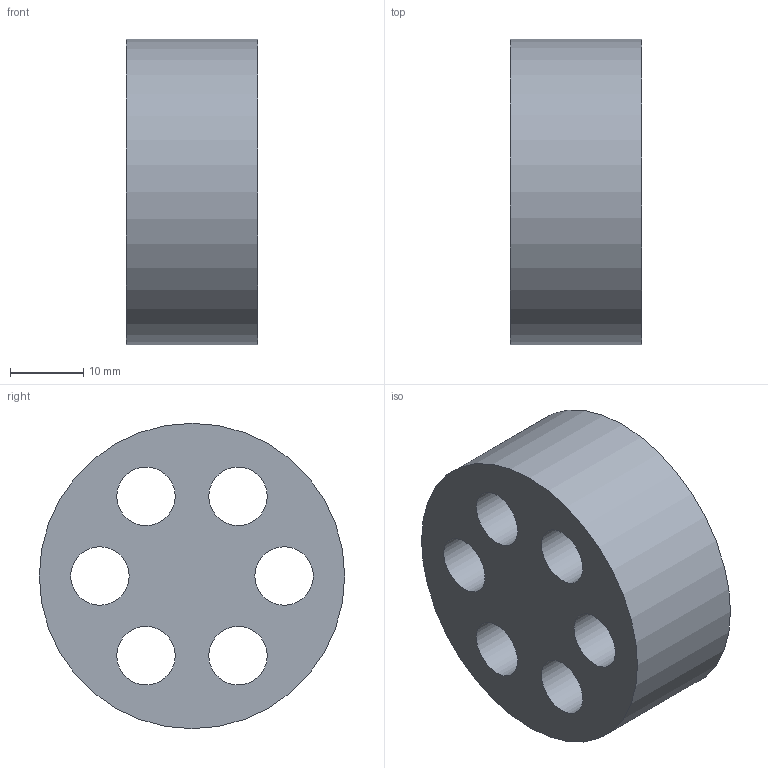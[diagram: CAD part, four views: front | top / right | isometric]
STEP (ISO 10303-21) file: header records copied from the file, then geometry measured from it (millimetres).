
FILE_DESCRIPTION( ( 'STEP AP214' ), '1' );
FILE_NAME( 'SKINTOP DIX-M 50 6x8 Art. Nr. 53350680.stp', '2020-06-02T13:04:34', ( 'License CC BY-ND 4.0' ), ( 'CADENAS' ), ' ', 'PARTsolutions', ' ' );
FILE_SCHEMA( ( 'AUTOMOTIVE_DESIGN { 1 0 10303 214 1 1 1 1 }' ) );
Length unit declared in the file: millimetre
Products named in the file (1): _SKINTOP DIX-M 50 6x8      Art. Nr. 53350680
Bounding box: 18 x 41.8 x 41.8 mm (x, y, z)
Volume: 19237.4 mm3; surface area: 7275.6 mm2
Topology: 1 solids, 1 shells, 35 faces, 93 edges, 62 vertices
Faces by surface type: plane 18, cylinder 17
Full cylindrical faces by diameter (mm): 8 x6, 41.8 x1
Entity records: 1386 total; most frequent: DIRECTION 192, CARTESIAN_POINT 184, ORIENTED_EDGE 172, EDGE_CURVE 86, AXIS2_PLACEMENT_3D 70, VERTEX_POINT 62, EDGE_LOOP 56, LINE 52
